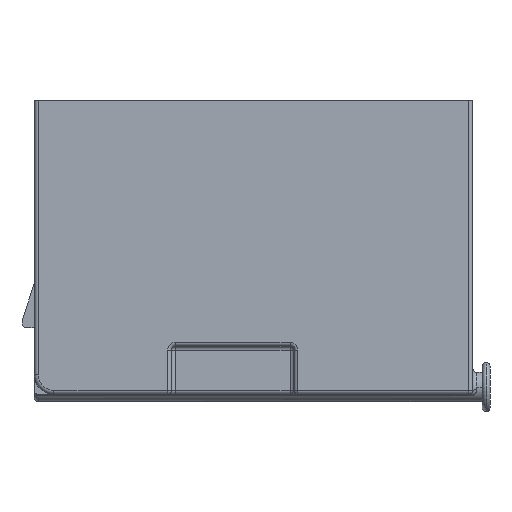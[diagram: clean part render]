
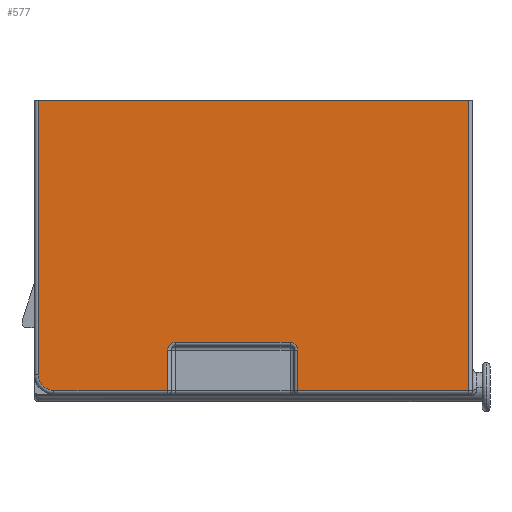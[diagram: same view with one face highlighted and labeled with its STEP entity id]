
A CAD part, left-side view. The second image highlights one B-rep face of the part: STEP entity #577.
In plain terms, the highlighted planar face has unit normal (-1, 0, 0).
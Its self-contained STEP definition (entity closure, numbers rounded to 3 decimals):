
#10 = CARTESIAN_POINT ( 'NONE',  ( -87.25, 43.95, 4. ) ) ;
#149 = DIRECTION ( 'NONE',  ( 1., 0., 0. ) ) ;
#297 = VECTOR ( 'NONE', #3309, 1000. ) ;
#407 = VERTEX_POINT ( 'NONE', #9105 ) ;
#464 = CARTESIAN_POINT ( 'NONE',  ( -87.25, 44.75, 0.8 ) ) ;
#480 = CARTESIAN_POINT ( 'NONE',  ( -87.25, -43.95, 0.8 ) ) ;
#537 = LINE ( 'NONE', #1375, #1830 ) ;
#577 = ADVANCED_FACE ( 'NONE', ( #8939 ), #4666, .F. ) ;
#648 = ORIENTED_EDGE ( 'NONE', *, *, #4377, .T. ) ;
#731 = EDGE_CURVE ( 'NONE', #4611, #407, #7648, .T. ) ;
#732 = VECTOR ( 'NONE', #7553, 1000. ) ;
#885 = VERTEX_POINT ( 'NONE', #10 ) ;
#972 = VERTEX_POINT ( 'NONE', #1432 ) ;
#1300 = DIRECTION ( 'NONE',  ( 0., 0., 1. ) ) ;
#1375 = CARTESIAN_POINT ( 'NONE',  ( -87.25, -8.25, 10.615 ) ) ;
#1379 = ORIENTED_EDGE ( 'NONE', *, *, #3978, .T. ) ;
#1432 = CARTESIAN_POINT ( 'NONE',  ( -87.25, 40.75, 0.8 ) ) ;
#1550 = CARTESIAN_POINT ( 'NONE',  ( -87.25, 40.75, 4. ) ) ;
#1629 = CARTESIAN_POINT ( 'NONE',  ( -87.25, 44.75, 60. ) ) ;
#1731 = DIRECTION ( 'NONE',  ( 0., 0., -1. ) ) ;
#1830 = VECTOR ( 'NONE', #3500, 1000. ) ;
#1909 = DIRECTION ( 'NONE',  ( 0., 1., 0. ) ) ;
#2039 = CARTESIAN_POINT ( 'NONE',  ( -87.25, 15.95, 10.615 ) ) ;
#2147 = ORIENTED_EDGE ( 'NONE', *, *, #3244, .T. ) ;
#2279 = LINE ( 'NONE', #5625, #297 ) ;
#2341 = VERTEX_POINT ( 'NONE', #3908 ) ;
#2365 = VERTEX_POINT ( 'NONE', #2374 ) ;
#2374 = CARTESIAN_POINT ( 'NONE',  ( -87.25, -9.05, 0.8 ) ) ;
#2400 = CARTESIAN_POINT ( 'NONE',  ( -87.25, 44.75, 60. ) ) ;
#2436 = CARTESIAN_POINT ( 'NONE',  ( -87.25, 44.75, 0.8 ) ) ;
#2667 = AXIS2_PLACEMENT_3D ( 'NONE', #1550, #2832, #3573 ) ;
#2687 = CARTESIAN_POINT ( 'NONE',  ( -87.25, 17.55, 9.815 ) ) ;
#2784 = ORIENTED_EDGE ( 'NONE', *, *, #7748, .F. ) ;
#2832 = DIRECTION ( 'NONE',  ( -1., 0., 0. ) ) ;
#3177 = AXIS2_PLACEMENT_3D ( 'NONE', #9054, #6795, #3711 ) ;
#3244 = EDGE_CURVE ( 'NONE', #8031, #8680, #4376, .T. ) ;
#3309 = DIRECTION ( 'NONE',  ( 0., 0., -1. ) ) ;
#3360 = DIRECTION ( 'NONE',  ( -1., 0., 0. ) ) ;
#3407 = AXIS2_PLACEMENT_3D ( 'NONE', #6339, #3360, #1909 ) ;
#3500 = DIRECTION ( 'NONE',  ( 0., -1., 0. ) ) ;
#3507 = CIRCLE ( 'NONE', #3177, 1.6 ) ;
#3573 = DIRECTION ( 'NONE',  ( 0., 1., 0. ) ) ;
#3629 = VECTOR ( 'NONE', #1731, 1000. ) ;
#3711 = DIRECTION ( 'NONE',  ( 0., 1., 0. ) ) ;
#3775 = VECTOR ( 'NONE', #6853, 1000. ) ;
#3908 = CARTESIAN_POINT ( 'NONE',  ( -87.25, -7.45, 10.615 ) ) ;
#3978 = EDGE_CURVE ( 'NONE', #885, #972, #6008, .T. ) ;
#4376 = LINE ( 'NONE', #4997, #8697 ) ;
#4377 = EDGE_CURVE ( 'NONE', #8523, #2365, #2279, .T. ) ;
#4476 = VECTOR ( 'NONE', #1300, 1000. ) ;
#4527 = VERTEX_POINT ( 'NONE', #8037 ) ;
#4611 = VERTEX_POINT ( 'NONE', #8207 ) ;
#4666 = PLANE ( 'NONE',  #9462 ) ;
#4833 = DIRECTION ( 'NONE',  ( 0., 1., 0. ) ) ;
#4894 = ORIENTED_EDGE ( 'NONE', *, *, #7973, .T. ) ;
#4951 = EDGE_CURVE ( 'NONE', #6644, #407, #7740, .T. ) ;
#4997 = CARTESIAN_POINT ( 'NONE',  ( -87.25, -43.95, 60. ) ) ;
#5024 = LINE ( 'NONE', #464, #6203 ) ;
#5616 = LINE ( 'NONE', #6049, #3629 ) ;
#5625 = CARTESIAN_POINT ( 'NONE',  ( -87.25, -9.05, 0. ) ) ;
#5643 = DIRECTION ( 'NONE',  ( 0., -1., 0. ) ) ;
#5653 = DIRECTION ( 'NONE',  ( 0., 0., 1. ) ) ;
#5765 = ORIENTED_EDGE ( 'NONE', *, *, #7094, .T. ) ;
#6008 = CIRCLE ( 'NONE', #2667, 3.2 ) ;
#6049 = CARTESIAN_POINT ( 'NONE',  ( -87.25, 43.95, 60. ) ) ;
#6115 = CARTESIAN_POINT ( 'NONE',  ( -87.25, -9.05, 9.015 ) ) ;
#6203 = VECTOR ( 'NONE', #5643, 1000. ) ;
#6267 = CARTESIAN_POINT ( 'NONE',  ( -87.25, -43.95, 60. ) ) ;
#6339 = CARTESIAN_POINT ( 'NONE',  ( -87.25, 15.95, 9.015 ) ) ;
#6508 = LINE ( 'NONE', #2436, #732 ) ;
#6644 = VERTEX_POINT ( 'NONE', #2039 ) ;
#6795 = DIRECTION ( 'NONE',  ( -1., 0., 0. ) ) ;
#6853 = DIRECTION ( 'NONE',  ( 0., -1., 0. ) ) ;
#7094 = EDGE_CURVE ( 'NONE', #2365, #8031, #6508, .T. ) ;
#7553 = DIRECTION ( 'NONE',  ( 0., -1., 0. ) ) ;
#7576 = ORIENTED_EDGE ( 'NONE', *, *, #8949, .F. ) ;
#7648 = LINE ( 'NONE', #2687, #4476 ) ;
#7696 = ORIENTED_EDGE ( 'NONE', *, *, #731, .T. ) ;
#7740 = CIRCLE ( 'NONE', #3407, 1.6 ) ;
#7748 = EDGE_CURVE ( 'NONE', #4527, #8680, #8932, .T. ) ;
#7926 = ORIENTED_EDGE ( 'NONE', *, *, #8495, .T. ) ;
#7973 = EDGE_CURVE ( 'NONE', #6644, #2341, #537, .T. ) ;
#8031 = VERTEX_POINT ( 'NONE', #480 ) ;
#8037 = CARTESIAN_POINT ( 'NONE',  ( -87.25, 43.95, 60. ) ) ;
#8207 = CARTESIAN_POINT ( 'NONE',  ( -87.25, 17.55, 0.8 ) ) ;
#8454 = ORIENTED_EDGE ( 'NONE', *, *, #4951, .F. ) ;
#8495 = EDGE_CURVE ( 'NONE', #4527, #885, #5616, .T. ) ;
#8523 = VERTEX_POINT ( 'NONE', #6115 ) ;
#8680 = VERTEX_POINT ( 'NONE', #6267 ) ;
#8697 = VECTOR ( 'NONE', #5653, 1000. ) ;
#8732 = EDGE_LOOP ( 'NONE', ( #2784, #7926, #1379, #9608, #7696, #8454, #4894, #7576, #648, #5765, #2147 ) ) ;
#8806 = EDGE_CURVE ( 'NONE', #972, #4611, #5024, .T. ) ;
#8932 = LINE ( 'NONE', #2400, #3775 ) ;
#8939 = FACE_OUTER_BOUND ( 'NONE', #8732, .T. ) ;
#8949 = EDGE_CURVE ( 'NONE', #8523, #2341, #3507, .T. ) ;
#9054 = CARTESIAN_POINT ( 'NONE',  ( -87.25, -7.45, 9.015 ) ) ;
#9105 = CARTESIAN_POINT ( 'NONE',  ( -87.25, 17.55, 9.015 ) ) ;
#9462 = AXIS2_PLACEMENT_3D ( 'NONE', #1629, #149, #4833 ) ;
#9608 = ORIENTED_EDGE ( 'NONE', *, *, #8806, .T. ) ;
